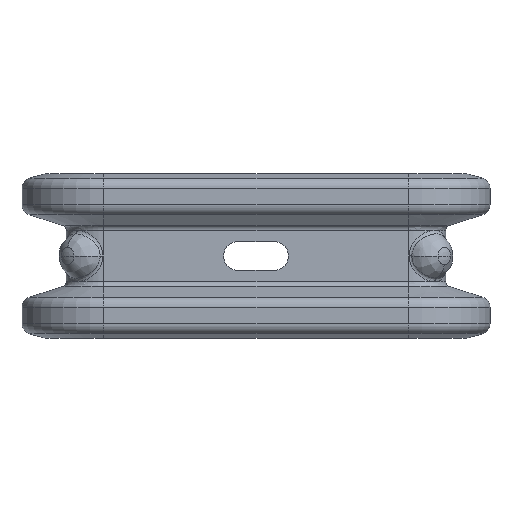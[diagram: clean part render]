
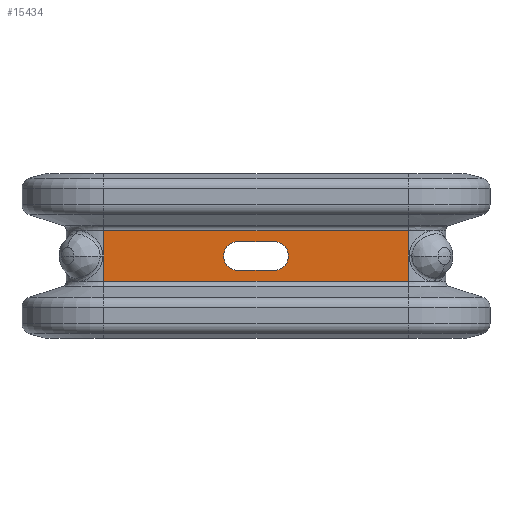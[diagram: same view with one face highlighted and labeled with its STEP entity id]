
A CAD part, left-side view. The second image highlights one B-rep face of the part: STEP entity #15434.
In plain terms, the highlighted planar face has unit normal (-1, 0, 0).
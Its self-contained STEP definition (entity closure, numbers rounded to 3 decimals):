
#572=DIRECTION('',(0.,1.,0.));
#573=VECTOR('',#572,117.);
#574=CARTESIAN_POINT('',(-357.,31.5,9.8));
#575=LINE('',#574,#573);
#3913=DIRECTION('',(0.,0.,1.));
#3914=VECTOR('',#3913,19.6);
#3915=CARTESIAN_POINT('',(-357.,148.5,-9.8));
#3916=LINE('',#3915,#3914);
#4267=DIRECTION('',(0.,0.,1.));
#4268=VECTOR('',#4267,19.6);
#4269=CARTESIAN_POINT('',(-357.,31.5,-9.8));
#4270=LINE('',#4269,#4268);
#4271=DIRECTION('',(0.,1.,0.));
#4272=VECTOR('',#4271,117.);
#4273=CARTESIAN_POINT('',(-357.,31.5,-9.8));
#4274=LINE('',#4273,#4272);
#4275=DIRECTION('',(0.,1.,0.));
#4276=VECTOR('',#4275,14.);
#4277=CARTESIAN_POINT('',(-357.,83.,5.5));
#4278=LINE('',#4277,#4276);
#4279=CARTESIAN_POINT('',(-357.,97.,0.));
#4280=DIRECTION('',(1.,0.,0.));
#4281=DIRECTION('',(0.,0.,-1.));
#4282=AXIS2_PLACEMENT_3D('',#4279,#4280,#4281);
#4284=DIRECTION('',(0.,-1.,0.));
#4285=VECTOR('',#4284,14.);
#4286=CARTESIAN_POINT('',(-357.,97.,-5.5));
#4287=LINE('',#4286,#4285);
#4288=CARTESIAN_POINT('',(-357.,83.,0.));
#4289=DIRECTION('',(1.,0.,0.));
#4290=DIRECTION('',(0.,0.,1.));
#4291=AXIS2_PLACEMENT_3D('',#4288,#4289,#4290);
#8910=CARTESIAN_POINT('',(-357.,31.5,-9.8));
#8911=VERTEX_POINT('',#8910);
#8912=CARTESIAN_POINT('',(-357.,31.5,9.8));
#8913=VERTEX_POINT('',#8912);
#8938=CARTESIAN_POINT('',(-357.,148.5,-9.8));
#8939=VERTEX_POINT('',#8938);
#8940=CARTESIAN_POINT('',(-357.,148.5,9.8));
#8941=VERTEX_POINT('',#8940);
#9166=CARTESIAN_POINT('',(-357.,83.,5.5));
#9167=CARTESIAN_POINT('',(-357.,97.,5.5));
#9168=VERTEX_POINT('',#9166);
#9169=VERTEX_POINT('',#9167);
#9170=CARTESIAN_POINT('',(-357.,97.,-5.5));
#9171=VERTEX_POINT('',#9170);
#9172=CARTESIAN_POINT('',(-357.,83.,-5.5));
#9173=VERTEX_POINT('',#9172);
#15412=CARTESIAN_POINT('',(-357.,31.5,-9.8));
#15413=DIRECTION('',(-1.,0.,0.));
#15414=DIRECTION('',(0.,0.,1.));
#15415=AXIS2_PLACEMENT_3D('',#15412,#15413,#15414);
#15416=PLANE('',#15415);
#15417=ORIENTED_EDGE('',*,*,#11912,.F.);
#15419=ORIENTED_EDGE('',*,*,#15418,.T.);
#15420=ORIENTED_EDGE('',*,*,#15108,.T.);
#15421=ORIENTED_EDGE('',*,*,#11879,.F.);
#15422=EDGE_LOOP('',(#15417,#15419,#15420,#15421));
#15423=FACE_OUTER_BOUND('',#15422,.F.);
#15425=ORIENTED_EDGE('',*,*,#15424,.T.);
#15427=ORIENTED_EDGE('',*,*,#15426,.F.);
#15429=ORIENTED_EDGE('',*,*,#15428,.T.);
#15431=ORIENTED_EDGE('',*,*,#15430,.F.);
#15432=EDGE_LOOP('',(#15425,#15427,#15429,#15431));
#15433=FACE_BOUND('',#15432,.F.);
#15434=ADVANCED_FACE('',(#15423,#15433),#15416,.T.);
#4283=CIRCLE('',#4282,5.5);
#4292=CIRCLE('',#4291,5.5);
#11879=EDGE_CURVE('',#8913,#8941,#575,.T.);
#11912=EDGE_CURVE('',#8911,#8913,#4270,.T.);
#15108=EDGE_CURVE('',#8939,#8941,#3916,.T.);
#15418=EDGE_CURVE('',#8911,#8939,#4274,.T.);
#15424=EDGE_CURVE('',#9168,#9169,#4278,.T.);
#15426=EDGE_CURVE('',#9171,#9169,#4283,.T.);
#15428=EDGE_CURVE('',#9171,#9173,#4287,.T.);
#15430=EDGE_CURVE('',#9168,#9173,#4292,.T.);
